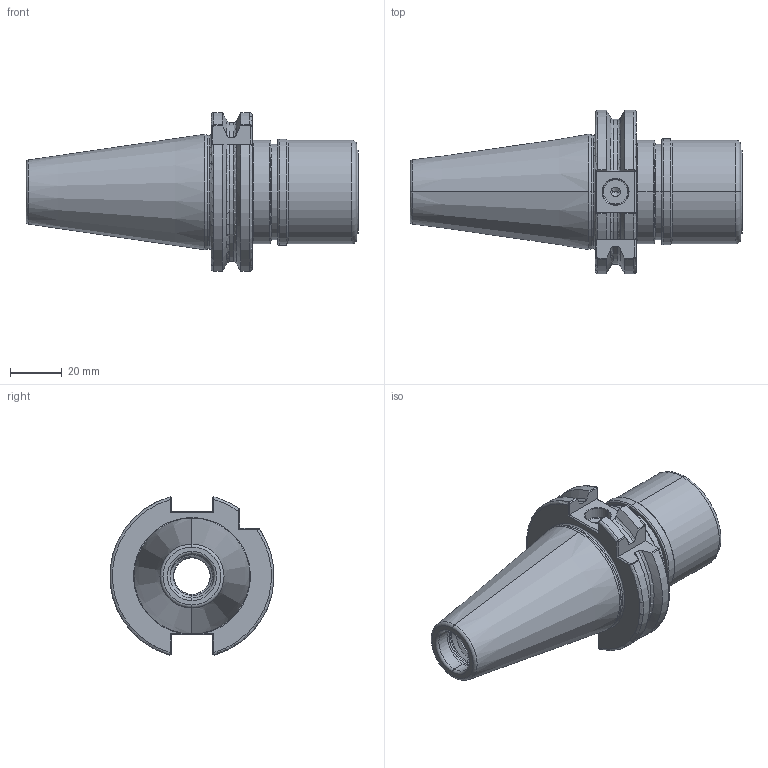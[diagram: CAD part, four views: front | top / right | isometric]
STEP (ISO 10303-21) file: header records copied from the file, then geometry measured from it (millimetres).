
FILE_DESCRIPTION (( 'STEP AP203' ), '1' );
FILE_NAME ('402.03.16.STEP', '2016-07-16T06:07:44', ( '' ), ( '' ), 'SwSTEP 2.0', 'SolidWorks 2012', '' );
FILE_SCHEMA (( 'CONFIG_CONTROL_DESIGN' ));
Length unit declared in the file: millimetre
Products named in the file (3): 2-01.B04.0160311D9_KPS16_無溝螺帽_加長型; 402.03.16
Assembly tree (2 placements, depth 2):
  402.03.16
    402.03.16
    2-01.B04.0160311D9_KPS16_無溝螺帽_加長型
Bounding box: 128.4 x 63.34 x 61.24 mm (x, y, z)
Volume: 127468.6 mm3; surface area: 41047.5 mm2
Topology: 2 solids, 2 shells, 347 faces, 898 edges, 555 vertices
Faces by surface type: cylinder 162, torus 56, plane 54, cone 53, bspline 22
Entity records: 21331 total; most frequent: CARTESIAN_POINT 13517, ORIENTED_EDGE 1776, DIRECTION 1398, EDGE_CURVE 888, AXIS2_PLACEMENT_3D 560, VERTEX_POINT 555, EDGE_LOOP 361, ADVANCED_FACE 347
